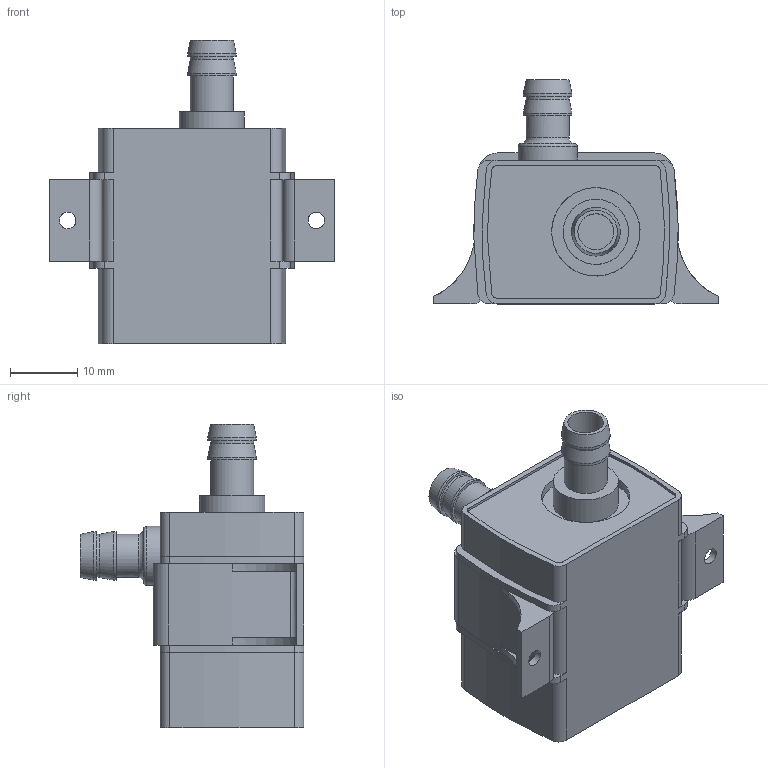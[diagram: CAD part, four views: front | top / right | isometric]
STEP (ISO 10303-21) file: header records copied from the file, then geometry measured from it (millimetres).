
FILE_DESCRIPTION(('FreeCAD Model'),'2;1');
FILE_NAME('Open CASCADE Shape Model','2025-05-05T08:00:05',('FreeCAD'),( 'FreeCAD'),'Open CASCADE STEP processor 7.6','FreeCAD','Unknown');
FILE_SCHEMA(('AUTOMOTIVE_DESIGN { 1 0 10303 214 1 1 1 1 }'));
Length unit declared in the file: millimetre
Products named in the file (1): Open CASCADE STEP translator 7.6 1
Bounding box: 42.42 x 33.36 x 45.31 mm (x, y, z)
Volume: 20043.3 mm3; surface area: 7914.7 mm2
Topology: 2 solids, 2 shells, 127 faces, 327 edges, 216 vertices
Faces by surface type: bspline 127
Entity records: 3949 total; most frequent: CARTESIAN_POINT 2115, ORIENTED_EDGE 654, EDGE_CURVE 327, VERTEX_POINT 216, B_SPLINE_CURVE_WITH_KNOTS 159, FACE_BOUND 143, EDGE_LOOP 143, ADVANCED_FACE 127
